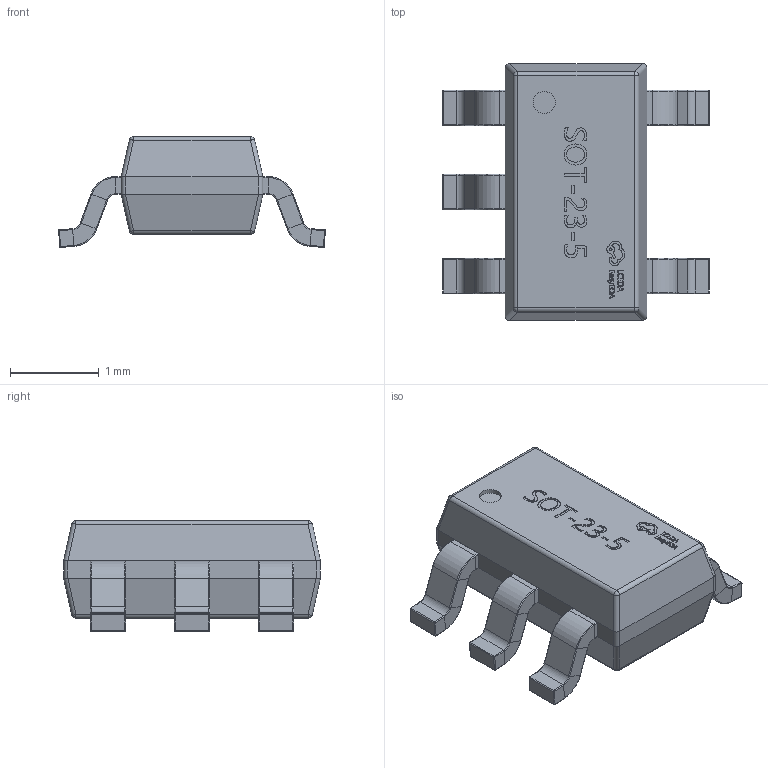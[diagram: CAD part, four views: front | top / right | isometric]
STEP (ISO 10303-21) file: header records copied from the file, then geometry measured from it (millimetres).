
FILE_DESCRIPTION (( 'STEP AP214' ), '1' );
FILE_NAME ('SOT-23-5_L2.9-W1.6-H1.1-LS2.8-P0.95.step', '2022-07-26T11:05:10', ( '' ), ( '' ), 'SwSTEP 2.0', 'SolidWorks 2020', '' );
FILE_SCHEMA (( 'AUTOMOTIVE_DESIGN' ));
Length unit declared in the file: millimetre
Products named in the file (1): SOT-23-5_L2.9-W1.6-H1.1-LS2.8-P0.95
Bounding box: 3.01 x 2.9 x 1.25 mm (x, y, z)
Volume: 5.1 mm3; surface area: 24.2 mm2
Topology: 19 solids, 19 shells, 682 faces, 1652 edges, 1015 vertices
Faces by surface type: plane 328, bspline 159, cylinder 122, torus 40, sphere 33
Entity records: 30986 total; most frequent: CARTESIAN_POINT 8495, ORIENTED_EDGE 3264, DIRECTION 2612, EDGE_CURVE 1632, VECTOR 1008, LINE 1008, VERTEX_POINT 1005, AXIS2_PLACEMENT_3D 802
